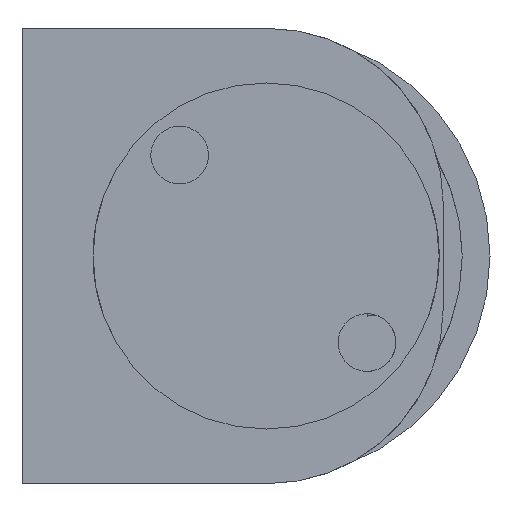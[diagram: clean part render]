
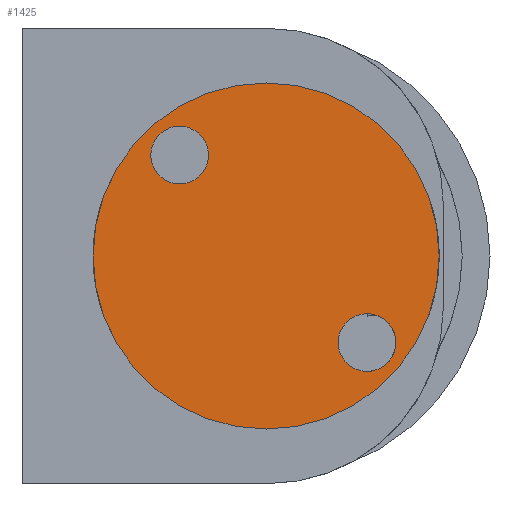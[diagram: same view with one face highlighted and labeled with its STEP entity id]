
A CAD part, front view. The second image highlights one B-rep face of the part: STEP entity #1425.
In plain terms, the highlighted planar face has unit normal (0, -1, 0).
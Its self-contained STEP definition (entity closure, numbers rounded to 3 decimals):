
#16 = DIRECTION ( 'NONE',  ( 0., -1., 0. ) ) ;
#58 = CARTESIAN_POINT ( 'NONE',  ( 8.75, -21.55, -7.5 ) ) ;
#90 = FACE_BOUND ( 'NONE', #1673, .T. ) ;
#93 = CIRCLE ( 'NONE', #1670, 2.5 ) ;
#123 = CIRCLE ( 'NONE', #1612, 15. ) ;
#155 = VERTEX_POINT ( 'NONE', #360 ) ;
#157 = CARTESIAN_POINT ( 'NONE',  ( -7.5, -21.55, 6.25 ) ) ;
#179 = CARTESIAN_POINT ( 'NONE',  ( -7.5, -21.55, 8.75 ) ) ;
#233 = CARTESIAN_POINT ( 'NONE',  ( -7.5, -21.55, 11.25 ) ) ;
#331 = CARTESIAN_POINT ( 'NONE',  ( 8.75, -21.55, -10. ) ) ;
#360 = CARTESIAN_POINT ( 'NONE',  ( 8.75, -21.55, -5. ) ) ;
#438 = AXIS2_PLACEMENT_3D ( 'NONE', #711, #1169, #1303 ) ;
#458 = EDGE_CURVE ( 'NONE', #155, #1296, #93, .T. ) ;
#484 = VERTEX_POINT ( 'NONE', #1117 ) ;
#507 = FACE_BOUND ( 'NONE', #1780, .T. ) ;
#510 = DIRECTION ( 'NONE',  ( 0., -1., 0. ) ) ;
#524 = DIRECTION ( 'NONE',  ( 0., 0., 1. ) ) ;
#607 = DIRECTION ( 'NONE',  ( 0., 0., 1. ) ) ;
#655 = CARTESIAN_POINT ( 'NONE',  ( 8.75, -21.55, -7.5 ) ) ;
#699 = DIRECTION ( 'NONE',  ( 0., 1., 0. ) ) ;
#711 = CARTESIAN_POINT ( 'NONE',  ( 0., -21.55, 0. ) ) ;
#729 = CARTESIAN_POINT ( 'NONE',  ( 0., -21.55, 15. ) ) ;
#755 = VERTEX_POINT ( 'NONE', #729 ) ;
#812 = EDGE_LOOP ( 'NONE', ( #1148, #1358 ) ) ;
#852 = CIRCLE ( 'NONE', #1041, 2.5 ) ;
#853 = DIRECTION ( 'NONE',  ( 0., -1., 0. ) ) ;
#871 = EDGE_CURVE ( 'NONE', #1296, #155, #1165, .T. ) ;
#926 = DIRECTION ( 'NONE',  ( 0., 1., 0. ) ) ;
#938 = EDGE_CURVE ( 'NONE', #484, #755, #123, .T. ) ;
#1041 = AXIS2_PLACEMENT_3D ( 'NONE', #1729, #853, #1572 ) ;
#1052 = EDGE_CURVE ( 'NONE', #1743, #1056, #852, .T. ) ;
#1055 = DIRECTION ( 'NONE',  ( 0., 0., -1. ) ) ;
#1056 = VERTEX_POINT ( 'NONE', #233 ) ;
#1117 = CARTESIAN_POINT ( 'NONE',  ( 0., -21.55, -15. ) ) ;
#1123 = CARTESIAN_POINT ( 'NONE',  ( 0., -21.55, 0. ) ) ;
#1148 = ORIENTED_EDGE ( 'NONE', *, *, #938, .F. ) ;
#1165 = CIRCLE ( 'NONE', #1417, 2.5 ) ;
#1169 = DIRECTION ( 'NONE',  ( 0., 1., 0. ) ) ;
#1208 = EDGE_CURVE ( 'NONE', #755, #484, #1318, .T. ) ;
#1214 = CARTESIAN_POINT ( 'NONE',  ( 0., -21.55, 0. ) ) ;
#1262 = DIRECTION ( 'NONE',  ( 0., 0., 1. ) ) ;
#1275 = PLANE ( 'NONE',  #1349 ) ;
#1296 = VERTEX_POINT ( 'NONE', #331 ) ;
#1303 = DIRECTION ( 'NONE',  ( 0., 0., 1. ) ) ;
#1318 = CIRCLE ( 'NONE', #438, 15. ) ;
#1349 = AXIS2_PLACEMENT_3D ( 'NONE', #1123, #699, #524 ) ;
#1358 = ORIENTED_EDGE ( 'NONE', *, *, #1208, .F. ) ;
#1369 = ORIENTED_EDGE ( 'NONE', *, *, #1676, .F. ) ;
#1395 = ORIENTED_EDGE ( 'NONE', *, *, #1052, .F. ) ;
#1417 = AXIS2_PLACEMENT_3D ( 'NONE', #655, #1843, #607 ) ;
#1425 = ADVANCED_FACE ( 'NONE', ( #90, #507, #1576 ), #1275, .F. ) ;
#1505 = AXIS2_PLACEMENT_3D ( 'NONE', #179, #16, #1055 ) ;
#1524 = DIRECTION ( 'NONE',  ( 0., 0., 1. ) ) ;
#1572 = DIRECTION ( 'NONE',  ( 0., 0., -1. ) ) ;
#1576 = FACE_OUTER_BOUND ( 'NONE', #812, .T. ) ;
#1612 = AXIS2_PLACEMENT_3D ( 'NONE', #1214, #926, #1524 ) ;
#1670 = AXIS2_PLACEMENT_3D ( 'NONE', #58, #510, #1262 ) ;
#1673 = EDGE_LOOP ( 'NONE', ( #1395, #1369 ) ) ;
#1676 = EDGE_CURVE ( 'NONE', #1056, #1743, #1706, .T. ) ;
#1706 = CIRCLE ( 'NONE', #1505, 2.5 ) ;
#1729 = CARTESIAN_POINT ( 'NONE',  ( -7.5, -21.55, 8.75 ) ) ;
#1743 = VERTEX_POINT ( 'NONE', #157 ) ;
#1776 = ORIENTED_EDGE ( 'NONE', *, *, #458, .F. ) ;
#1780 = EDGE_LOOP ( 'NONE', ( #1911, #1776 ) ) ;
#1843 = DIRECTION ( 'NONE',  ( 0., -1., 0. ) ) ;
#1911 = ORIENTED_EDGE ( 'NONE', *, *, #871, .F. ) ;
